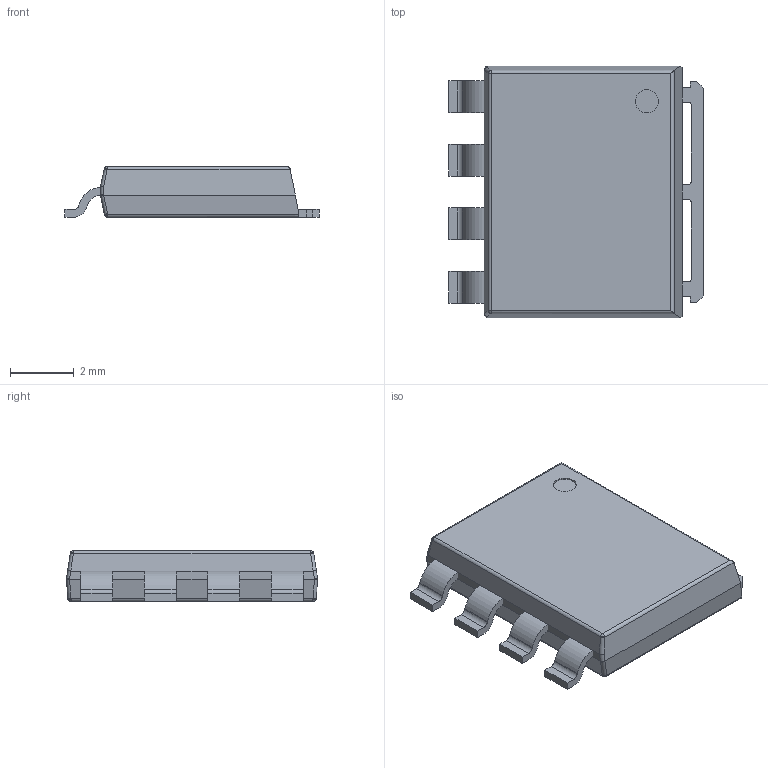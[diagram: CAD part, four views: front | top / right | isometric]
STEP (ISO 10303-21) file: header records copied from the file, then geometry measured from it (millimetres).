
FILE_DESCRIPTION(('FreeCAD Model'),'2;1');
FILE_NAME('Open CASCADE Shape Model','2023-09-01T22:59:53',(''),(''), 'Open CASCADE STEP processor 7.6','FreeCAD','Unknown');
FILE_SCHEMA(('AUTOMOTIVE_DESIGN { 1 0 10303 214 1 1 1 1 }'));
Length unit declared in the file: millimetre
Products named in the file (7): Part; Tab; Body; Pin1; Pin2; Pin3; Pin4
Assembly tree (6 placements, depth 2):
  Part
    Tab
    Body
    Pin1
    Pin2
    Pin3
    Pin4
Bounding box: 8 x 7.9 x 1.6 mm (x, y, z)
Volume: 77.7 mm3; surface area: 227.2 mm2
Topology: 6 solids, 6 shells, 147 faces, 384 edges, 246 vertices
Faces by surface type: plane 89, cylinder 43, bspline 15
Full cylindrical faces by diameter (mm): 0.729 x1
Entity records: 10738 total; most frequent: CARTESIAN_POINT 3197, DIRECTION 1331, LINE 890, VECTOR 890, ORIENTED_EDGE 760, PCURVE 760, DEFINITIONAL_REPRESENTATION 760, EDGE_CURVE 380
